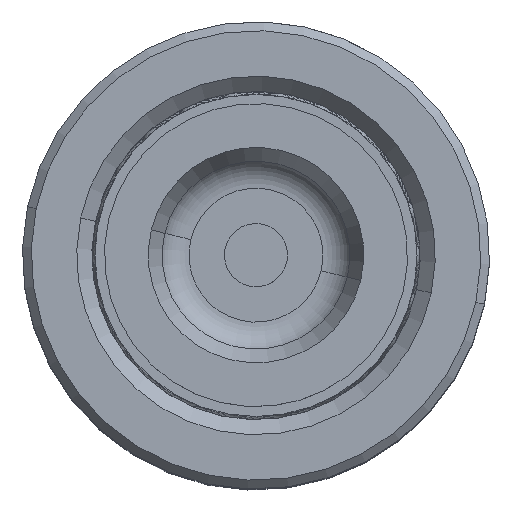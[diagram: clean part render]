
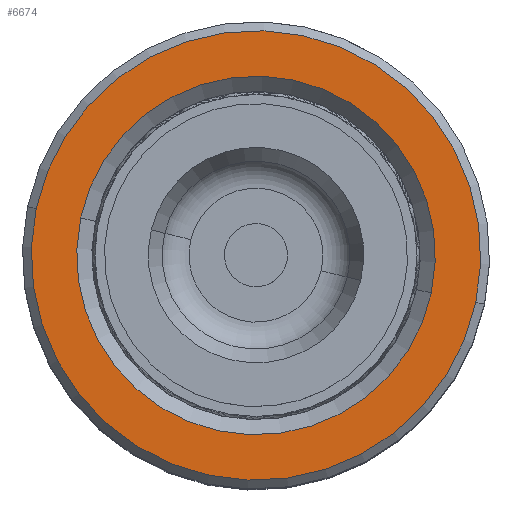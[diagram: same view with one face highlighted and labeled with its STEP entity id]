
A CAD part, top view. The second image highlights one B-rep face of the part: STEP entity #6674.
In plain terms, the highlighted planar face has unit normal (0, 0, 1).
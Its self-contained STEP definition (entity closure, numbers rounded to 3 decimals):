
#40 = CIRCLE ( 'NONE', #4998, 14.2 ) ;
#510 = CARTESIAN_POINT ( 'NONE',  ( 0., 0., 50. ) ) ;
#637 = DIRECTION ( 'NONE',  ( 1., 0., 0. ) ) ;
#1851 = CARTESIAN_POINT ( 'NONE',  ( -17.8, 0., 50. ) ) ;
#2434 = AXIS2_PLACEMENT_3D ( 'NONE', #31521, #23788, #28675 ) ;
#3277 = EDGE_LOOP ( 'NONE', ( #20907, #13765 ) ) ;
#4576 = DIRECTION ( 'NONE',  ( 1., 0., 0. ) ) ;
#4998 = AXIS2_PLACEMENT_3D ( 'NONE', #25905, #19735, #637 ) ;
#5597 = VERTEX_POINT ( 'NONE', #22655 ) ;
#6484 = PLANE ( 'NONE',  #19103 ) ;
#6674 = ADVANCED_FACE ( 'NONE', ( #30458, #19820 ), #6484, .T. ) ;
#8056 = EDGE_LOOP ( 'NONE', ( #24954, #8271 ) ) ;
#8271 = ORIENTED_EDGE ( 'NONE', *, *, #17218, .T. ) ;
#9653 = EDGE_CURVE ( 'NONE', #16476, #13039, #21834, .T. ) ;
#11881 = EDGE_CURVE ( 'NONE', #5597, #25071, #23538, .T. ) ;
#12075 = DIRECTION ( 'NONE',  ( 1., 0., 0. ) ) ;
#13039 = VERTEX_POINT ( 'NONE', #21283 ) ;
#13226 = EDGE_CURVE ( 'NONE', #25071, #5597, #40, .T. ) ;
#13765 = ORIENTED_EDGE ( 'NONE', *, *, #11881, .T. ) ;
#16476 = VERTEX_POINT ( 'NONE', #1851 ) ;
#17218 = EDGE_CURVE ( 'NONE', #13039, #16476, #29809, .T. ) ;
#17895 = CARTESIAN_POINT ( 'NONE',  ( 0., 0., 50. ) ) ;
#19103 = AXIS2_PLACEMENT_3D ( 'NONE', #510, #22461, #33405 ) ;
#19735 = DIRECTION ( 'NONE',  ( 0., 0., -1. ) ) ;
#19820 = FACE_BOUND ( 'NONE', #3277, .T. ) ;
#20907 = ORIENTED_EDGE ( 'NONE', *, *, #13226, .T. ) ;
#21283 = CARTESIAN_POINT ( 'NONE',  ( 17.8, 0., 50. ) ) ;
#21834 = CIRCLE ( 'NONE', #2434, 17.8 ) ;
#22461 = DIRECTION ( 'NONE',  ( 0., 0., 1. ) ) ;
#22655 = CARTESIAN_POINT ( 'NONE',  ( -14.2, 0., 50. ) ) ;
#22885 = AXIS2_PLACEMENT_3D ( 'NONE', #17895, #28394, #12075 ) ;
#23538 = CIRCLE ( 'NONE', #34612, 14.2 ) ;
#23788 = DIRECTION ( 'NONE',  ( 0., 0., 1. ) ) ;
#24199 = CARTESIAN_POINT ( 'NONE',  ( 14.2, 0., 50. ) ) ;
#24954 = ORIENTED_EDGE ( 'NONE', *, *, #9653, .T. ) ;
#25071 = VERTEX_POINT ( 'NONE', #24199 ) ;
#25905 = CARTESIAN_POINT ( 'NONE',  ( 0., 0., 50. ) ) ;
#28394 = DIRECTION ( 'NONE',  ( 0., 0., 1. ) ) ;
#28538 = CARTESIAN_POINT ( 'NONE',  ( 0., 0., 50. ) ) ;
#28675 = DIRECTION ( 'NONE',  ( 1., 0., 0. ) ) ;
#29809 = CIRCLE ( 'NONE', #22885, 17.8 ) ;
#30458 = FACE_OUTER_BOUND ( 'NONE', #8056, .T. ) ;
#31521 = CARTESIAN_POINT ( 'NONE',  ( 0., 0., 50. ) ) ;
#31837 = DIRECTION ( 'NONE',  ( 0., 0., -1. ) ) ;
#33405 = DIRECTION ( 'NONE',  ( 1., 0., 0. ) ) ;
#34612 = AXIS2_PLACEMENT_3D ( 'NONE', #28538, #31837, #4576 ) ;
